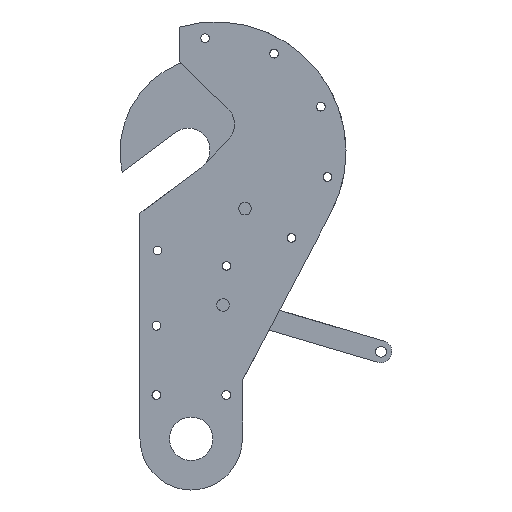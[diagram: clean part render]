
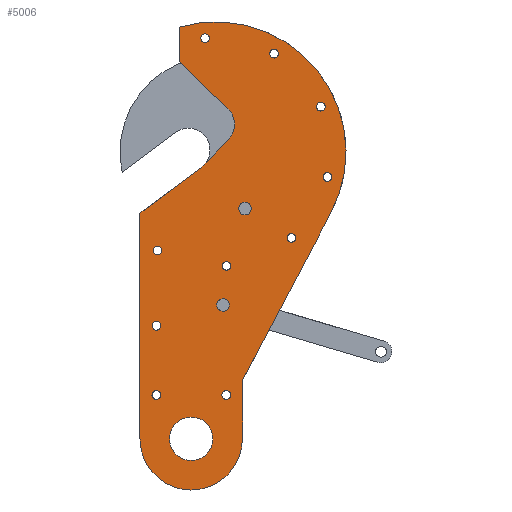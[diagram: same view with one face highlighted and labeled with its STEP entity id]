
A CAD part, front view. The second image highlights one B-rep face of the part: STEP entity #5006.
In plain terms, the highlighted planar face has unit normal (0, -1, 0).
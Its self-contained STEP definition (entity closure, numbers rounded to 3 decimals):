
#244=FACE_BOUND('',#798,.T.);
#245=FACE_BOUND('',#799,.T.);
#246=FACE_BOUND('',#800,.T.);
#247=FACE_BOUND('',#801,.T.);
#248=FACE_BOUND('',#802,.T.);
#249=FACE_BOUND('',#803,.T.);
#250=FACE_BOUND('',#804,.T.);
#251=FACE_BOUND('',#805,.T.);
#252=FACE_BOUND('',#806,.T.);
#253=FACE_BOUND('',#807,.T.);
#254=FACE_BOUND('',#808,.T.);
#255=FACE_BOUND('',#809,.T.);
#256=FACE_BOUND('',#810,.T.);
#486=FACE_OUTER_BOUND('',#797,.T.);
#797=EDGE_LOOP('',(#4182,#4183,#4184,#4185,#4186,#4187,#4188,#4189,#4190,
#4191,#4192,#4193));
#798=EDGE_LOOP('',(#4194));
#799=EDGE_LOOP('',(#4195));
#800=EDGE_LOOP('',(#4196));
#801=EDGE_LOOP('',(#4197));
#802=EDGE_LOOP('',(#4198));
#803=EDGE_LOOP('',(#4199));
#804=EDGE_LOOP('',(#4200));
#805=EDGE_LOOP('',(#4201));
#806=EDGE_LOOP('',(#4202));
#807=EDGE_LOOP('',(#4203));
#808=EDGE_LOOP('',(#4204));
#809=EDGE_LOOP('',(#4205));
#810=EDGE_LOOP('',(#4206));
#1233=LINE('',#8058,#1673);
#1237=LINE('',#8070,#1677);
#1240=LINE('',#8076,#1680);
#1244=LINE('',#8088,#1684);
#1247=LINE('',#8094,#1687);
#1251=LINE('',#8106,#1691);
#1254=LINE('',#8112,#1694);
#1257=LINE('',#8117,#1697);
#1673=VECTOR('',#6584,10.);
#1677=VECTOR('',#6596,10.);
#1680=VECTOR('',#6601,10.);
#1684=VECTOR('',#6613,10.);
#1687=VECTOR('',#6618,10.);
#1691=VECTOR('',#6630,10.);
#1694=VECTOR('',#6635,10.);
#1697=VECTOR('',#6640,10.);
#1996=CIRCLE('',#5437,4.1);
#1998=CIRCLE('',#5440,2.832);
#2000=CIRCLE('',#5443,2.832);
#2002=CIRCLE('',#5446,2.892);
#2004=CIRCLE('',#5449,2.832);
#2006=CIRCLE('',#5452,2.832);
#2008=CIRCLE('',#5455,4.1);
#2010=CIRCLE('',#5458,14.193);
#2012=CIRCLE('',#5461,2.892);
#2014=CIRCLE('',#5464,2.892);
#2016=CIRCLE('',#5467,2.832);
#2018=CIRCLE('',#5470,2.832);
#2020=CIRCLE('',#5473,2.832);
#2021=CIRCLE('',#5475,14.202);
#2023=CIRCLE('',#5479,14.204);
#2025=CIRCLE('',#5484,33.459);
#2027=CIRCLE('',#5489,85.101);
#2378=VERTEX_POINT('',#7972);
#2380=VERTEX_POINT('',#7978);
#2382=VERTEX_POINT('',#7984);
#2384=VERTEX_POINT('',#7990);
#2386=VERTEX_POINT('',#7996);
#2388=VERTEX_POINT('',#8002);
#2390=VERTEX_POINT('',#8008);
#2392=VERTEX_POINT('',#8014);
#2394=VERTEX_POINT('',#8020);
#2396=VERTEX_POINT('',#8026);
#2398=VERTEX_POINT('',#8032);
#2400=VERTEX_POINT('',#8038);
#2402=VERTEX_POINT('',#8044);
#2403=VERTEX_POINT('',#8048);
#2404=VERTEX_POINT('',#8049);
#2407=VERTEX_POINT('',#8057);
#2409=VERTEX_POINT('',#8063);
#2411=VERTEX_POINT('',#8069);
#2413=VERTEX_POINT('',#8075);
#2415=VERTEX_POINT('',#8081);
#2417=VERTEX_POINT('',#8087);
#2419=VERTEX_POINT('',#8093);
#2421=VERTEX_POINT('',#8099);
#2423=VERTEX_POINT('',#8105);
#2425=VERTEX_POINT('',#8111);
#2976=EDGE_CURVE('',#2378,#2378,#1996,.T.);
#2979=EDGE_CURVE('',#2380,#2380,#1998,.T.);
#2982=EDGE_CURVE('',#2382,#2382,#2000,.T.);
#2985=EDGE_CURVE('',#2384,#2384,#2002,.T.);
#2988=EDGE_CURVE('',#2386,#2386,#2004,.T.);
#2991=EDGE_CURVE('',#2388,#2388,#2006,.T.);
#2994=EDGE_CURVE('',#2390,#2390,#2008,.T.);
#2997=EDGE_CURVE('',#2392,#2392,#2010,.T.);
#3000=EDGE_CURVE('',#2394,#2394,#2012,.T.);
#3003=EDGE_CURVE('',#2396,#2396,#2014,.T.);
#3006=EDGE_CURVE('',#2398,#2398,#2016,.T.);
#3009=EDGE_CURVE('',#2400,#2400,#2018,.T.);
#3012=EDGE_CURVE('',#2402,#2402,#2020,.T.);
#3013=EDGE_CURVE('',#2403,#2404,#2021,.T.);
#3017=EDGE_CURVE('',#2407,#2404,#1233,.T.);
#3020=EDGE_CURVE('',#2407,#2409,#2023,.T.);
#3023=EDGE_CURVE('',#2411,#2409,#1237,.T.);
#3026=EDGE_CURVE('',#2413,#2411,#1240,.T.);
#3029=EDGE_CURVE('',#2415,#2413,#2025,.T.);
#3032=EDGE_CURVE('',#2417,#2415,#1244,.T.);
#3035=EDGE_CURVE('',#2417,#2419,#1247,.T.);
#3038=EDGE_CURVE('',#2421,#2419,#2027,.T.);
#3041=EDGE_CURVE('',#2423,#2421,#1251,.T.);
#3044=EDGE_CURVE('',#2423,#2425,#1254,.T.);
#3047=EDGE_CURVE('',#2403,#2425,#1257,.T.);
#4182=ORIENTED_EDGE('',*,*,#3047,.F.);
#4183=ORIENTED_EDGE('',*,*,#3013,.T.);
#4184=ORIENTED_EDGE('',*,*,#3017,.F.);
#4185=ORIENTED_EDGE('',*,*,#3020,.T.);
#4186=ORIENTED_EDGE('',*,*,#3023,.F.);
#4187=ORIENTED_EDGE('',*,*,#3026,.F.);
#4188=ORIENTED_EDGE('',*,*,#3029,.F.);
#4189=ORIENTED_EDGE('',*,*,#3032,.F.);
#4190=ORIENTED_EDGE('',*,*,#3035,.T.);
#4191=ORIENTED_EDGE('',*,*,#3038,.F.);
#4192=ORIENTED_EDGE('',*,*,#3041,.F.);
#4193=ORIENTED_EDGE('',*,*,#3044,.T.);
#4194=ORIENTED_EDGE('',*,*,#3012,.F.);
#4195=ORIENTED_EDGE('',*,*,#3009,.F.);
#4196=ORIENTED_EDGE('',*,*,#3006,.F.);
#4197=ORIENTED_EDGE('',*,*,#3003,.F.);
#4198=ORIENTED_EDGE('',*,*,#3000,.F.);
#4199=ORIENTED_EDGE('',*,*,#2997,.F.);
#4200=ORIENTED_EDGE('',*,*,#2994,.F.);
#4201=ORIENTED_EDGE('',*,*,#2991,.F.);
#4202=ORIENTED_EDGE('',*,*,#2988,.F.);
#4203=ORIENTED_EDGE('',*,*,#2985,.F.);
#4204=ORIENTED_EDGE('',*,*,#2982,.F.);
#4205=ORIENTED_EDGE('',*,*,#2979,.F.);
#4206=ORIENTED_EDGE('',*,*,#2976,.F.);
#4797=PLANE('',#5495);
#5006=ADVANCED_FACE('',(#486,#244,#245,#246,#247,#248,#249,#250,#251,#252,
#253,#254,#255,#256),#4797,.F.);
#5437=AXIS2_PLACEMENT_3D('',#7974,#6488,#6489);
#5440=AXIS2_PLACEMENT_3D('',#7980,#6495,#6496);
#5443=AXIS2_PLACEMENT_3D('',#7986,#6502,#6503);
#5446=AXIS2_PLACEMENT_3D('',#7992,#6509,#6510);
#5449=AXIS2_PLACEMENT_3D('',#7998,#6516,#6517);
#5452=AXIS2_PLACEMENT_3D('',#8004,#6523,#6524);
#5455=AXIS2_PLACEMENT_3D('',#8010,#6530,#6531);
#5458=AXIS2_PLACEMENT_3D('',#8016,#6537,#6538);
#5461=AXIS2_PLACEMENT_3D('',#8022,#6544,#6545);
#5464=AXIS2_PLACEMENT_3D('',#8028,#6551,#6552);
#5467=AXIS2_PLACEMENT_3D('',#8034,#6558,#6559);
#5470=AXIS2_PLACEMENT_3D('',#8040,#6565,#6566);
#5473=AXIS2_PLACEMENT_3D('',#8046,#6572,#6573);
#5475=AXIS2_PLACEMENT_3D('',#8050,#6576,#6577);
#5479=AXIS2_PLACEMENT_3D('',#8064,#6589,#6590);
#5484=AXIS2_PLACEMENT_3D('',#8082,#6606,#6607);
#5489=AXIS2_PLACEMENT_3D('',#8100,#6623,#6624);
#5495=AXIS2_PLACEMENT_3D('',#8120,#6644,#6645);
#6488=DIRECTION('center_axis',(0.,-1.,0.));
#6489=DIRECTION('ref_axis',(1.,0.,0.));
#6495=DIRECTION('center_axis',(0.,-1.,0.));
#6496=DIRECTION('ref_axis',(1.,0.,0.));
#6502=DIRECTION('center_axis',(0.,-1.,0.));
#6503=DIRECTION('ref_axis',(1.,0.,0.));
#6509=DIRECTION('center_axis',(0.,-1.,0.));
#6510=DIRECTION('ref_axis',(1.,0.,0.));
#6516=DIRECTION('center_axis',(0.,-1.,0.));
#6517=DIRECTION('ref_axis',(1.,0.,0.));
#6523=DIRECTION('center_axis',(0.,-1.,0.));
#6524=DIRECTION('ref_axis',(1.,0.,0.));
#6530=DIRECTION('center_axis',(0.,-1.,0.));
#6531=DIRECTION('ref_axis',(1.,0.,0.));
#6537=DIRECTION('center_axis',(0.,-1.,0.));
#6538=DIRECTION('ref_axis',(1.,0.,0.));
#6544=DIRECTION('center_axis',(0.,-1.,0.));
#6545=DIRECTION('ref_axis',(1.,0.,0.));
#6551=DIRECTION('center_axis',(0.,-1.,0.));
#6552=DIRECTION('ref_axis',(1.,0.,0.));
#6558=DIRECTION('center_axis',(0.,-1.,0.));
#6559=DIRECTION('ref_axis',(1.,0.,0.));
#6565=DIRECTION('center_axis',(0.,-1.,0.));
#6566=DIRECTION('ref_axis',(1.,0.,0.));
#6572=DIRECTION('center_axis',(0.,-1.,0.));
#6573=DIRECTION('ref_axis',(1.,0.,0.));
#6576=DIRECTION('center_axis',(0.,1.,0.));
#6577=DIRECTION('ref_axis',(0.695,0.,0.719));
#6584=DIRECTION('',(0.699,0.,0.715));
#6589=DIRECTION('center_axis',(0.,1.,0.));
#6590=DIRECTION('ref_axis',(0.82,0.,-0.572));
#6596=DIRECTION('',(0.801,0.,0.598));
#6601=DIRECTION('',(0.,0.,1.));
#6606=DIRECTION('center_axis',(0.,1.,0.));
#6607=DIRECTION('ref_axis',(1.,0.,0.));
#6613=DIRECTION('',(-0.007,0.,-1.));
#6618=DIRECTION('',(0.467,0.,0.884));
#6623=DIRECTION('center_axis',(0.,1.,0.));
#6624=DIRECTION('ref_axis',(1.,0.,0.));
#6630=DIRECTION('',(0.,0.,1.));
#6635=DIRECTION('',(0.93,0.,0.367));
#6640=DIRECTION('',(-0.719,0.,0.695));
#6644=DIRECTION('center_axis',(0.,1.,0.));
#6645=DIRECTION('ref_axis',(1.,0.,0.));
#7972=CARTESIAN_POINT('',(30.874,-20.,11.693));
#7974=CARTESIAN_POINT('Origin',(34.974,-20.,11.693));
#7978=CARTESIAN_POINT('',(-25.018,-20.,-15.622));
#7980=CARTESIAN_POINT('Origin',(-22.186,-20.,-15.622));
#7984=CARTESIAN_POINT('',(20.039,-20.,-25.729));
#7986=CARTESIAN_POINT('Origin',(22.871,-20.,-25.729));
#7990=CARTESIAN_POINT('',(-25.788,-20.,-64.86));
#7992=CARTESIAN_POINT('Origin',(-22.895,-20.,-64.86));
#7996=CARTESIAN_POINT('',(62.431,-20.,-7.421));
#7998=CARTESIAN_POINT('Origin',(65.263,-20.,-7.421));
#8002=CARTESIAN_POINT('',(85.965,-20.,32.307));
#8004=CARTESIAN_POINT('Origin',(88.798,-20.,32.307));
#8008=CARTESIAN_POINT('',(16.555,-20.,-51.282));
#8010=CARTESIAN_POINT('Origin',(20.655,-20.,-51.282));
#8014=CARTESIAN_POINT('',(-14.402,-20.,-138.749));
#8016=CARTESIAN_POINT('Origin',(-0.209,-20.,-138.749));
#8020=CARTESIAN_POINT('',(19.862,-20.,-110.194));
#8022=CARTESIAN_POINT('Origin',(22.754,-20.,-110.194));
#8026=CARTESIAN_POINT('',(-25.829,-20.,-110.132));
#8028=CARTESIAN_POINT('Origin',(-22.937,-20.,-110.132));
#8032=CARTESIAN_POINT('',(6.086,-20.,123.048));
#8034=CARTESIAN_POINT('Origin',(8.918,-20.,123.048));
#8038=CARTESIAN_POINT('',(81.654,-20.,78.282));
#8040=CARTESIAN_POINT('Origin',(84.486,-20.,78.282));
#8044=CARTESIAN_POINT('',(51.142,-20.,112.942));
#8046=CARTESIAN_POINT('Origin',(53.975,-20.,112.942));
#8048=CARTESIAN_POINT('',(23.83,-20.,76.977));
#8049=CARTESIAN_POINT('',(24.115,-20.,56.844));
#8050=CARTESIAN_POINT('Origin',(13.956,-20.,66.768));
#8057=CARTESIAN_POINT('',(9.551,-20.,41.936));
#8058=CARTESIAN_POINT('',(9.551,-20.,41.936));
#8063=CARTESIAN_POINT('',(6.4,-20.,38.681));
#8064=CARTESIAN_POINT('Origin',(-2.099,-20.,50.062));
#8069=CARTESIAN_POINT('',(-33.667,-20.,8.757));
#8070=CARTESIAN_POINT('',(-33.667,-20.,8.757));
#8075=CARTESIAN_POINT('',(-33.667,-20.,-138.749));
#8076=CARTESIAN_POINT('',(-33.667,-20.,-138.749));
#8081=CARTESIAN_POINT('',(33.25,-20.,-138.99));
#8082=CARTESIAN_POINT('Origin',(-0.209,-20.,-138.749));
#8087=CARTESIAN_POINT('',(33.53,-20.,-100.044));
#8088=CARTESIAN_POINT('',(33.53,-20.,-100.044));
#8093=CARTESIAN_POINT('',(91.125,-20.,8.88));
#8094=CARTESIAN_POINT('',(33.53,-20.,-100.044));
#8099=CARTESIAN_POINT('',(-8.026,-20.,130.33));
#8100=CARTESIAN_POINT('Origin',(15.894,-20.,48.66));
#8105=CARTESIAN_POINT('',(-8.026,-20.,107.621));
#8106=CARTESIAN_POINT('',(-8.026,-20.,107.621));
#8111=CARTESIAN_POINT('',(-7.904,-20.,107.669));
#8112=CARTESIAN_POINT('',(-8.026,-20.,107.621));
#8117=CARTESIAN_POINT('',(23.83,-20.,76.977));
#8120=CARTESIAN_POINT('Origin',(33.664,-20.,-19.224));
